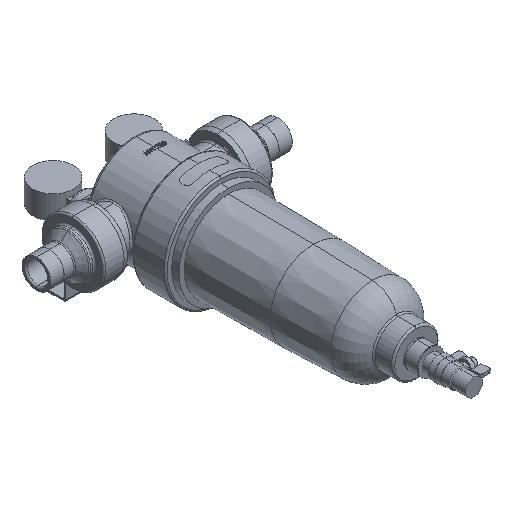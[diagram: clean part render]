
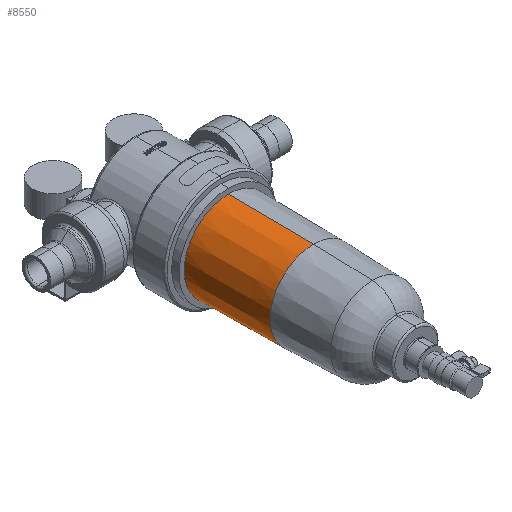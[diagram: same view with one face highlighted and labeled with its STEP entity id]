
A CAD part, isometric view. The second image highlights one B-rep face of the part: STEP entity #8550.
In plain terms, the highlighted conical face has half-angle 0.573 degrees and reference radius 52 mm.
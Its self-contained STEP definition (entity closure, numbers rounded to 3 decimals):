
#150 = DIRECTION ( 'NONE',  ( 0., 1., 0. ) ) ;
#602 = EDGE_CURVE ( 'NONE', #3560, #4304, #3162, .T. ) ;
#938 = DIRECTION ( 'NONE',  ( 0., 1., -0.01 ) ) ;
#1174 = LINE ( 'NONE', #2706, #12419 ) ;
#1196 = AXIS2_PLACEMENT_3D ( 'NONE', #1556, #9423, #2684 ) ;
#1345 = CIRCLE ( 'NONE', #1545, 51. ) ;
#1398 = VERTEX_POINT ( 'NONE', #8461 ) ;
#1427 = ORIENTED_EDGE ( 'NONE', *, *, #602, .F. ) ;
#1545 = AXIS2_PLACEMENT_3D ( 'NONE', #6831, #150, #7944 ) ;
#1556 = CARTESIAN_POINT ( 'NONE',  ( 0., -83.75, 0. ) ) ;
#1596 = ORIENTED_EDGE ( 'NONE', *, *, #4492, .T. ) ;
#2416 = CONICAL_SURFACE ( 'NONE', #10064, 52., 0.01 ) ;
#2684 = DIRECTION ( 'NONE',  ( 0., 0., 1. ) ) ;
#2706 = CARTESIAN_POINT ( 'NONE',  ( 0., -83.75, 52. ) ) ;
#2957 = CARTESIAN_POINT ( 'NONE',  ( 0., -83.75, 52. ) ) ;
#3162 = CIRCLE ( 'NONE', #1196, 52. ) ;
#3560 = VERTEX_POINT ( 'NONE', #12032 ) ;
#3617 = CARTESIAN_POINT ( 'NONE',  ( 0., -83.75, 0. ) ) ;
#4304 = VERTEX_POINT ( 'NONE', #2957 ) ;
#4492 = EDGE_CURVE ( 'NONE', #14156, #1398, #1345, .T. ) ;
#5101 = EDGE_LOOP ( 'NONE', ( #14489, #1596, #11543, #1427 ) ) ;
#6097 = DIRECTION ( 'NONE',  ( 0., 1., 0.01 ) ) ;
#6831 = CARTESIAN_POINT ( 'NONE',  ( 0., -183.75, 0. ) ) ;
#7944 = DIRECTION ( 'NONE',  ( 0., 0., 1. ) ) ;
#8067 = DIRECTION ( 'NONE',  ( 0., 1., 0. ) ) ;
#8117 = DIRECTION ( 'NONE',  ( 0., 0., 1. ) ) ;
#8461 = CARTESIAN_POINT ( 'NONE',  ( 0., -183.75, 51. ) ) ;
#8550 = ADVANCED_FACE ( 'NONE', ( #13171 ), #2416, .T. ) ;
#8778 = CARTESIAN_POINT ( 'NONE',  ( 0., -83.75, -52. ) ) ;
#9423 = DIRECTION ( 'NONE',  ( 0., 1., 0. ) ) ;
#10034 = EDGE_CURVE ( 'NONE', #1398, #4304, #1174, .T. ) ;
#10064 = AXIS2_PLACEMENT_3D ( 'NONE', #3617, #8067, #8117 ) ;
#11044 = LINE ( 'NONE', #8778, #14058 ) ;
#11543 = ORIENTED_EDGE ( 'NONE', *, *, #10034, .T. ) ;
#12032 = CARTESIAN_POINT ( 'NONE',  ( 0., -83.75, -52. ) ) ;
#12419 = VECTOR ( 'NONE', #6097, 1000. ) ;
#13171 = FACE_OUTER_BOUND ( 'NONE', #5101, .T. ) ;
#13410 = CARTESIAN_POINT ( 'NONE',  ( 0., -183.75, -51. ) ) ;
#14058 = VECTOR ( 'NONE', #938, 1000. ) ;
#14156 = VERTEX_POINT ( 'NONE', #13410 ) ;
#14477 = EDGE_CURVE ( 'NONE', #14156, #3560, #11044, .T. ) ;
#14489 = ORIENTED_EDGE ( 'NONE', *, *, #14477, .F. ) ;
